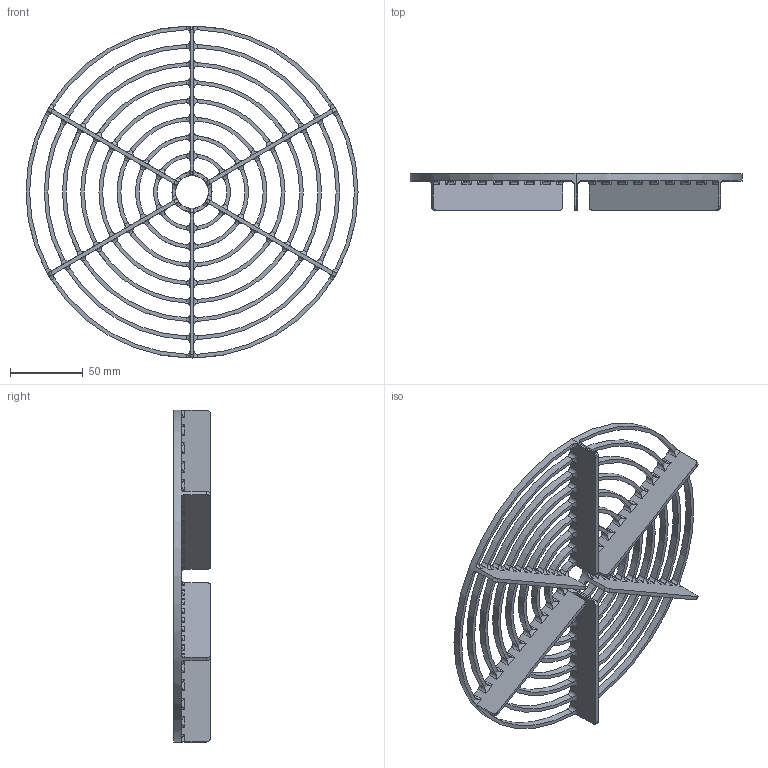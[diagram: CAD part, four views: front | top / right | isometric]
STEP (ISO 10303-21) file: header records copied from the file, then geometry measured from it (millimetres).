
FILE_DESCRIPTION (( 'STEP AP214' ), '1' );
FILE_NAME ('gritguardBas.STEP', '2025-11-17T15:54:51', ( '' ), ( '' ), 'SwSTEP 2.0', 'SolidWorks 2024', '' );
FILE_SCHEMA (( 'AUTOMOTIVE_DESIGN' ));
Length unit declared in the file: millimetre
Products named in the file (1): gritguardBas
Bounding box: 227.5 x 25 x 227.5 mm (x, y, z)
Volume: 82831.3 mm3; surface area: 83313.7 mm2
Topology: 1 solids, 1 shells, 535 faces, 1728 edges, 1146 vertices
Faces by surface type: cylinder 448, plane 73, torus 14
Entity records: 20093 total; most frequent: CARTESIAN_POINT 5090, ORIENTED_EDGE 3456, DIRECTION 3008, EDGE_CURVE 1728, VERTEX_POINT 1146, AXIS2_PLACEMENT_3D 1112, LINE 784, VECTOR 784
